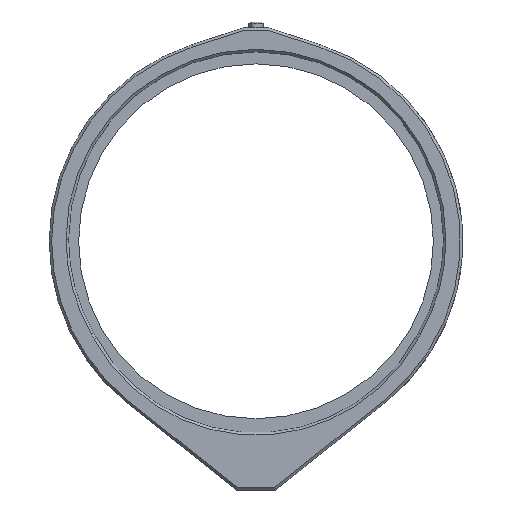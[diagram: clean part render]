
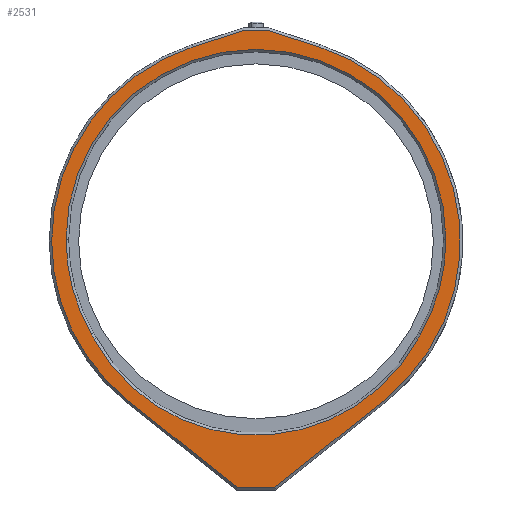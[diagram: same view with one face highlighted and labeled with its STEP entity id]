
A CAD part, top view. The second image highlights one B-rep face of the part: STEP entity #2531.
In plain terms, the highlighted planar face has unit normal (0, 0, 1).
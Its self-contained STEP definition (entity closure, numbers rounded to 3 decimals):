
#12 = FACE_OUTER_BOUND ( 'NONE', #1556, .T. ) ;
#13 = DIRECTION ( 'NONE',  ( -0.951, 0.308, 0. ) ) ;
#109 = CARTESIAN_POINT ( 'NONE',  ( 0., 0., 12.7 ) ) ;
#124 = CARTESIAN_POINT ( 'NONE',  ( -12.861, 39.72, 12.7 ) ) ;
#155 = LINE ( 'NONE', #614, #1171 ) ;
#172 = DIRECTION ( 'NONE',  ( 0., 0., -1. ) ) ;
#197 = DIRECTION ( 'NONE',  ( 0., 0., -1. ) ) ;
#220 = ORIENTED_EDGE ( 'NONE', *, *, #1995, .T. ) ;
#227 = EDGE_CURVE ( 'NONE', #1574, #2329, #155, .T. ) ;
#259 = ORIENTED_EDGE ( 'NONE', *, *, #2447, .T. ) ;
#274 = AXIS2_PLACEMENT_3D ( 'NONE', #109, #519, #2554 ) ;
#275 = CARTESIAN_POINT ( 'NONE',  ( 33.558, -19.075, 12.7 ) ) ;
#291 = LINE ( 'NONE', #2041, #2249 ) ;
#310 = CIRCLE ( 'NONE', #610, 38.8 ) ;
#328 = VECTOR ( 'NONE', #2146, 1000. ) ;
#340 = DIRECTION ( 'NONE',  ( 0., 0., -1. ) ) ;
#343 = VERTEX_POINT ( 'NONE', #1794 ) ;
#348 = ORIENTED_EDGE ( 'NONE', *, *, #385, .T. ) ;
#359 = VECTOR ( 'NONE', #1314, 1000. ) ;
#366 = CARTESIAN_POINT ( 'NONE',  ( -33.558, -19.075, 12.7 ) ) ;
#385 = EDGE_CURVE ( 'NONE', #1705, #1189, #2153, .T. ) ;
#395 = CARTESIAN_POINT ( 'NONE',  ( -38.8, 0.4, 12.7 ) ) ;
#402 = VERTEX_POINT ( 'NONE', #609 ) ;
#407 = EDGE_LOOP ( 'NONE', ( #2261, #348, #1948, #518, #220, #1175 ) ) ;
#436 = DIRECTION ( 'NONE',  ( 1., 0., 0. ) ) ;
#472 = VERTEX_POINT ( 'NONE', #1264 ) ;
#491 = CARTESIAN_POINT ( 'NONE',  ( 33.037, -20.002, 12.7 ) ) ;
#515 = AXIS2_PLACEMENT_3D ( 'NONE', #1973, #2176, #2381 ) ;
#518 = ORIENTED_EDGE ( 'NONE', *, *, #839, .T. ) ;
#519 = DIRECTION ( 'NONE',  ( 0., 0., 1. ) ) ;
#583 = VERTEX_POINT ( 'NONE', #275 ) ;
#609 = CARTESIAN_POINT ( 'NONE',  ( 12.861, 39.72, 12.7 ) ) ;
#610 = AXIS2_PLACEMENT_3D ( 'NONE', #935, #340, #1147 ) ;
#614 = CARTESIAN_POINT ( 'NONE',  ( 4., -50.3, 12.7 ) ) ;
#616 = DIRECTION ( 'NONE',  ( 0., 0., -1. ) ) ;
#683 = CARTESIAN_POINT ( 'NONE',  ( -25.986, -32.677, 12.7 ) ) ;
#687 = LINE ( 'NONE', #1331, #2181 ) ;
#723 = EDGE_CURVE ( 'NONE', #1039, #1574, #687, .T. ) ;
#775 = DIRECTION ( 'NONE',  ( 1., 0., 0. ) ) ;
#815 = VERTEX_POINT ( 'NONE', #2211 ) ;
#839 = EDGE_CURVE ( 'NONE', #1924, #2594, #968, .T. ) ;
#882 = EDGE_CURVE ( 'NONE', #2329, #343, #291, .T. ) ;
#883 = EDGE_CURVE ( 'NONE', #1189, #1924, #2370, .T. ) ;
#898 = LINE ( 'NONE', #124, #328 ) ;
#935 = CARTESIAN_POINT ( 'NONE',  ( 0., 0.4, 12.7 ) ) ;
#948 = DIRECTION ( 'NONE',  ( 1., 0., 0. ) ) ;
#952 = CIRCLE ( 'NONE', #515, 39.5 ) ;
#968 = CIRCLE ( 'NONE', #1472, 38.8 ) ;
#977 = DIRECTION ( 'NONE',  ( 0.783, -0.622, 0. ) ) ;
#1001 = CARTESIAN_POINT ( 'NONE',  ( 0., 0., 12.7 ) ) ;
#1023 = AXIS2_PLACEMENT_3D ( 'NONE', #1760, #2171, #948 ) ;
#1039 = VERTEX_POINT ( 'NONE', #683 ) ;
#1054 = DIRECTION ( 'NONE',  ( 0., 0., 1. ) ) ;
#1118 = ORIENTED_EDGE ( 'NONE', *, *, #1427, .T. ) ;
#1120 = FACE_BOUND ( 'NONE', #407, .T. ) ;
#1147 = DIRECTION ( 'NONE',  ( 1., 0., 0. ) ) ;
#1171 = VECTOR ( 'NONE', #436, 1000. ) ;
#1175 = ORIENTED_EDGE ( 'NONE', *, *, #1368, .T. ) ;
#1187 = CIRCLE ( 'NONE', #1833, 41.75 ) ;
#1189 = VERTEX_POINT ( 'NONE', #1925 ) ;
#1207 = CARTESIAN_POINT ( 'NONE',  ( 0., 0.4, 12.7 ) ) ;
#1208 = DIRECTION ( 'NONE',  ( 0., 0., 1. ) ) ;
#1220 = CIRCLE ( 'NONE', #2162, 41.75 ) ;
#1241 = ORIENTED_EDGE ( 'NONE', *, *, #227, .T. ) ;
#1261 = DIRECTION ( 'NONE',  ( 1., 0., 0. ) ) ;
#1262 = DIRECTION ( 'NONE',  ( 1., 0., 0. ) ) ;
#1264 = CARTESIAN_POINT ( 'NONE',  ( -2.421, 43.1, 12.7 ) ) ;
#1270 = CARTESIAN_POINT ( 'NONE',  ( -67.722, -38.902, 12.7 ) ) ;
#1314 = DIRECTION ( 'NONE',  ( -1., 0., 0. ) ) ;
#1331 = CARTESIAN_POINT ( 'NONE',  ( -3.689, -50.409, 12.7 ) ) ;
#1365 = DIRECTION ( 'NONE',  ( 1., 0., 0. ) ) ;
#1368 = EDGE_CURVE ( 'NONE', #1917, #583, #310, .T. ) ;
#1427 = EDGE_CURVE ( 'NONE', #815, #1039, #1187, .T. ) ;
#1472 = AXIS2_PLACEMENT_3D ( 'NONE', #1207, #197, #2235 ) ;
#1539 = LINE ( 'NONE', #1674, #359 ) ;
#1547 = VERTEX_POINT ( 'NONE', #2246 ) ;
#1548 = EDGE_CURVE ( 'NONE', #343, #402, #1220, .T. ) ;
#1556 = EDGE_LOOP ( 'NONE', ( #1774, #1241, #1582, #1820, #2046, #2208, #1600, #259, #1118 ) ) ;
#1560 = CARTESIAN_POINT ( 'NONE',  ( 38.8, 0.4, 12.7 ) ) ;
#1568 = CARTESIAN_POINT ( 'NONE',  ( 2.421, 43.1, 12.7 ) ) ;
#1574 = VERTEX_POINT ( 'NONE', #2453 ) ;
#1582 = ORIENTED_EDGE ( 'NONE', *, *, #882, .T. ) ;
#1594 = VECTOR ( 'NONE', #13, 1000. ) ;
#1600 = ORIENTED_EDGE ( 'NONE', *, *, #2375, .T. ) ;
#1674 = CARTESIAN_POINT ( 'NONE',  ( -2.5, 43.1, 12.7 ) ) ;
#1703 = EDGE_CURVE ( 'NONE', #2504, #472, #1539, .T. ) ;
#1705 = VERTEX_POINT ( 'NONE', #491 ) ;
#1760 = CARTESIAN_POINT ( 'NONE',  ( 0., 0., 12.7 ) ) ;
#1774 = ORIENTED_EDGE ( 'NONE', *, *, #723, .T. ) ;
#1794 = CARTESIAN_POINT ( 'NONE',  ( 25.986, -32.677, 12.7 ) ) ;
#1820 = ORIENTED_EDGE ( 'NONE', *, *, #1548, .T. ) ;
#1833 = AXIS2_PLACEMENT_3D ( 'NONE', #1001, #1208, #775 ) ;
#1857 = AXIS2_PLACEMENT_3D ( 'NONE', #2586, #172, #1365 ) ;
#1917 = VERTEX_POINT ( 'NONE', #1560 ) ;
#1924 = VERTEX_POINT ( 'NONE', #366 ) ;
#1925 = CARTESIAN_POINT ( 'NONE',  ( -33.037, -20.002, 12.7 ) ) ;
#1948 = ORIENTED_EDGE ( 'NONE', *, *, #883, .T. ) ;
#1973 = CARTESIAN_POINT ( 'NONE',  ( 67.722, -38.902, 12.7 ) ) ;
#1995 = EDGE_CURVE ( 'NONE', #2594, #1917, #2603, .T. ) ;
#2041 = CARTESIAN_POINT ( 'NONE',  ( 25.986, -32.677, 12.7 ) ) ;
#2045 = DIRECTION ( 'NONE',  ( 1., 0., 0. ) ) ;
#2046 = ORIENTED_EDGE ( 'NONE', *, *, #2145, .T. ) ;
#2072 = CIRCLE ( 'NONE', #274, 41.75 ) ;
#2101 = CARTESIAN_POINT ( 'NONE',  ( 3.825, -50.3, 12.7 ) ) ;
#2145 = EDGE_CURVE ( 'NONE', #402, #2504, #2197, .T. ) ;
#2146 = DIRECTION ( 'NONE',  ( -0.951, -0.308, 0. ) ) ;
#2153 = CIRCLE ( 'NONE', #2533, 37.623 ) ;
#2162 = AXIS2_PLACEMENT_3D ( 'NONE', #2467, #1054, #1262 ) ;
#2171 = DIRECTION ( 'NONE',  ( 0., 0., 1. ) ) ;
#2176 = DIRECTION ( 'NONE',  ( 0., 0., 1. ) ) ;
#2181 = VECTOR ( 'NONE', #977, 1000. ) ;
#2197 = LINE ( 'NONE', #2411, #1594 ) ;
#2208 = ORIENTED_EDGE ( 'NONE', *, *, #1703, .T. ) ;
#2211 = CARTESIAN_POINT ( 'NONE',  ( -41.75, 0., 12.7 ) ) ;
#2235 = DIRECTION ( 'NONE',  ( 1., 0., 0. ) ) ;
#2246 = CARTESIAN_POINT ( 'NONE',  ( -12.861, 39.72, 12.7 ) ) ;
#2247 = CARTESIAN_POINT ( 'NONE',  ( 0., -2., 12.7 ) ) ;
#2249 = VECTOR ( 'NONE', #2443, 1000. ) ;
#2261 = ORIENTED_EDGE ( 'NONE', *, *, #2540, .T. ) ;
#2281 = DIRECTION ( 'NONE',  ( 0., 0., 1. ) ) ;
#2329 = VERTEX_POINT ( 'NONE', #2101 ) ;
#2366 = PLANE ( 'NONE',  #1023 ) ;
#2370 = CIRCLE ( 'NONE', #2597, 39.5 ) ;
#2375 = EDGE_CURVE ( 'NONE', #472, #1547, #898, .T. ) ;
#2381 = DIRECTION ( 'NONE',  ( 1., 0., 0. ) ) ;
#2411 = CARTESIAN_POINT ( 'NONE',  ( 2.346, 43.124, 12.7 ) ) ;
#2443 = DIRECTION ( 'NONE',  ( 0.783, 0.622, 0. ) ) ;
#2447 = EDGE_CURVE ( 'NONE', #1547, #815, #2072, .T. ) ;
#2453 = CARTESIAN_POINT ( 'NONE',  ( -3.825, -50.3, 12.7 ) ) ;
#2467 = CARTESIAN_POINT ( 'NONE',  ( 0., 0., 12.7 ) ) ;
#2504 = VERTEX_POINT ( 'NONE', #1568 ) ;
#2531 = ADVANCED_FACE ( 'NONE', ( #1120, #12 ), #2366, .T. ) ;
#2533 = AXIS2_PLACEMENT_3D ( 'NONE', #2247, #616, #2045 ) ;
#2540 = EDGE_CURVE ( 'NONE', #583, #1705, #952, .T. ) ;
#2554 = DIRECTION ( 'NONE',  ( 1., 0., 0. ) ) ;
#2586 = CARTESIAN_POINT ( 'NONE',  ( 0., 0.4, 12.7 ) ) ;
#2594 = VERTEX_POINT ( 'NONE', #395 ) ;
#2597 = AXIS2_PLACEMENT_3D ( 'NONE', #1270, #2281, #1261 ) ;
#2603 = CIRCLE ( 'NONE', #1857, 38.8 ) ;
